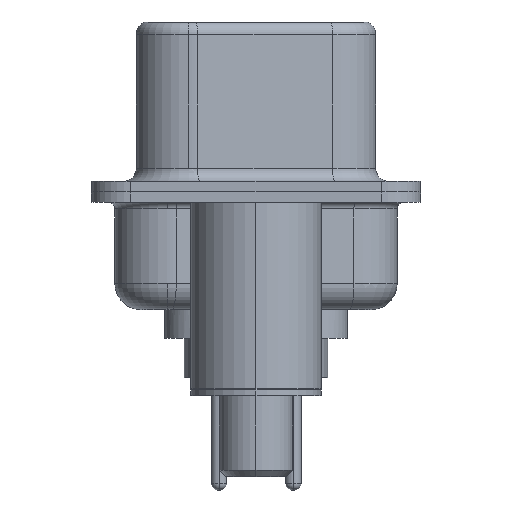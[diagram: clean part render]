
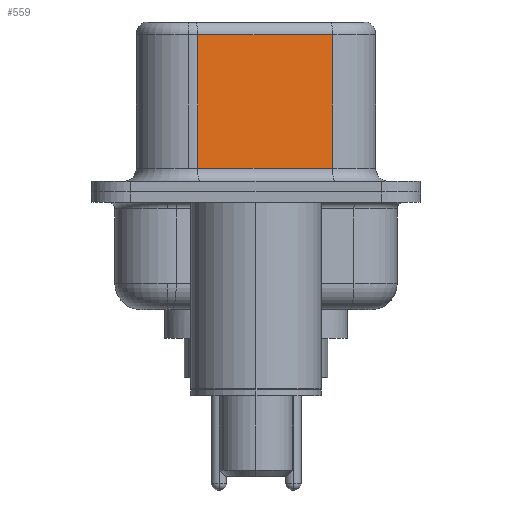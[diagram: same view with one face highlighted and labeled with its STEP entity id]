
A CAD part, left-side view. The second image highlights one B-rep face of the part: STEP entity #559.
In plain terms, the highlighted planar face has unit normal (-0.985, -0.174, 0).
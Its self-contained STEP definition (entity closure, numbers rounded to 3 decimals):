
#412 = PLANE ( 'NONE',  #15305 ) ;
#559 = ADVANCED_FACE ( 'NONE', ( #3673 ), #412, .F. ) ;
#998 = EDGE_CURVE ( 'NONE', #9212, #15061, #7730, .T. ) ;
#1372 = EDGE_CURVE ( 'NONE', #15061, #15479, #16165, .T. ) ;
#1487 = EDGE_CURVE ( 'NONE', #11812, #9212, #14583, .T. ) ;
#2595 = ORIENTED_EDGE ( 'NONE', *, *, #1372, .T. ) ;
#2812 = CARTESIAN_POINT ( 'NONE',  ( 3.655, 2.233, 0.9 ) ) ;
#2827 = VECTOR ( 'NONE', #15178, 1000. ) ;
#3157 = EDGE_CURVE ( 'NONE', #11812, #15479, #6090, .T. ) ;
#3216 = ORIENTED_EDGE ( 'NONE', *, *, #998, .T. ) ;
#3588 = ORIENTED_EDGE ( 'NONE', *, *, #1487, .T. ) ;
#3673 = FACE_OUTER_BOUND ( 'NONE', #13432, .T. ) ;
#3791 = CARTESIAN_POINT ( 'NONE',  ( 4.565, -2.927, 6.02 ) ) ;
#4047 = CARTESIAN_POINT ( 'NONE',  ( 4.565, -2.927, 6.52 ) ) ;
#4891 = CARTESIAN_POINT ( 'NONE',  ( 4.565, -2.927, 0.9 ) ) ;
#5176 = VECTOR ( 'NONE', #6162, 1000. ) ;
#5236 = CARTESIAN_POINT ( 'NONE',  ( 3.655, 2.233, 6.02 ) ) ;
#5599 = CARTESIAN_POINT ( 'NONE',  ( 3.655, 2.233, 6.52 ) ) ;
#5831 = CARTESIAN_POINT ( 'NONE',  ( 4.565, -2.927, 0.9 ) ) ;
#6090 = LINE ( 'NONE', #16026, #2827 ) ;
#6162 = DIRECTION ( 'NONE',  ( -0.174, 0.985, 0. ) ) ;
#6456 = CARTESIAN_POINT ( 'NONE',  ( 4.565, -2.927, 6.02 ) ) ;
#6530 = DIRECTION ( 'NONE',  ( 0.985, 0.174, 0. ) ) ;
#6779 = DIRECTION ( 'NONE',  ( 0.174, -0.985, 0. ) ) ;
#7730 = LINE ( 'NONE', #5599, #14599 ) ;
#7971 = DIRECTION ( 'NONE',  ( 0., 0., -1. ) ) ;
#9212 = VERTEX_POINT ( 'NONE', #5236 ) ;
#10170 = DIRECTION ( 'NONE',  ( -0.174, 0.985, 0. ) ) ;
#11812 = VERTEX_POINT ( 'NONE', #3791 ) ;
#13185 = VECTOR ( 'NONE', #6779, 1000. ) ;
#13432 = EDGE_LOOP ( 'NONE', ( #15883, #3588, #3216, #2595 ) ) ;
#14583 = LINE ( 'NONE', #6456, #5176 ) ;
#14599 = VECTOR ( 'NONE', #7971, 1000. ) ;
#15061 = VERTEX_POINT ( 'NONE', #2812 ) ;
#15178 = DIRECTION ( 'NONE',  ( 0., 0., -1. ) ) ;
#15305 = AXIS2_PLACEMENT_3D ( 'NONE', #4047, #6530, #10170 ) ;
#15479 = VERTEX_POINT ( 'NONE', #4891 ) ;
#15883 = ORIENTED_EDGE ( 'NONE', *, *, #3157, .F. ) ;
#16026 = CARTESIAN_POINT ( 'NONE',  ( 4.565, -2.927, 6.52 ) ) ;
#16165 = LINE ( 'NONE', #5831, #13185 ) ;
